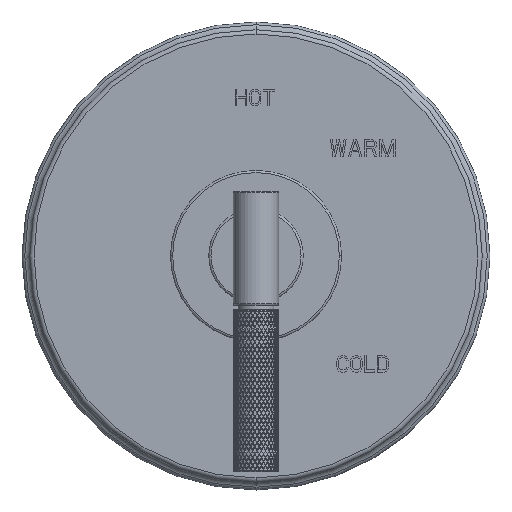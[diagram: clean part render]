
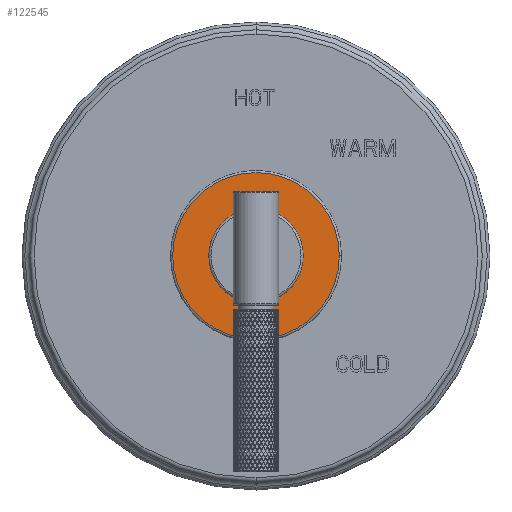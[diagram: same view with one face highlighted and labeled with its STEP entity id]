
A CAD part, top view. The second image highlights one B-rep face of the part: STEP entity #122545.
In plain terms, the highlighted planar face has unit normal (0, 0, 1).
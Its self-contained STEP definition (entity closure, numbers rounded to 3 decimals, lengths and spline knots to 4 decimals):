
#3807=CARTESIAN_POINT('',(0.,0.,0.688));
#3808=DIRECTION('',(0.,0.,1.));
#3809=DIRECTION('',(1.,0.,0.));
#3810=AXIS2_PLACEMENT_3D('',#3807,#3808,#3809);
#3812=CARTESIAN_POINT('',(0.,0.,0.688));
#3813=DIRECTION('',(0.,0.,1.));
#3814=DIRECTION('',(-1.,0.,0.));
#3815=AXIS2_PLACEMENT_3D('',#3812,#3813,#3814);
#3822=CARTESIAN_POINT('',(0.,0.,0.688));
#3823=DIRECTION('',(0.,0.,-1.));
#3824=DIRECTION('',(0.,-1.,0.));
#3825=AXIS2_PLACEMENT_3D('',#3822,#3823,#3824);
#3827=CARTESIAN_POINT('',(0.,0.,0.688));
#3828=DIRECTION('',(0.,0.,-1.));
#3829=DIRECTION('',(0.,1.,0.));
#3830=AXIS2_PLACEMENT_3D('',#3827,#3828,#3829);
#116903=CARTESIAN_POINT('',(1.1575,0.,0.688));
#116904=CARTESIAN_POINT('',(-1.1575,0.,0.688));
#116905=VERTEX_POINT('',#116903);
#116906=VERTEX_POINT('',#116904);
#116911=CARTESIAN_POINT('',(0.,-0.625,0.688));
#116912=CARTESIAN_POINT('',(0.,0.625,0.688));
#116913=VERTEX_POINT('',#116911);
#116914=VERTEX_POINT('',#116912);
#122529=CARTESIAN_POINT('',(0.,0.,0.688));
#122530=DIRECTION('',(0.,0.,-1.));
#122531=DIRECTION('',(1.,0.,0.));
#122532=AXIS2_PLACEMENT_3D('',#122529,#122530,#122531);
#122533=PLANE('',#122532);
#122535=ORIENTED_EDGE('',*,*,#122534,.F.);
#122536=ORIENTED_EDGE('',*,*,#122519,.F.);
#122537=EDGE_LOOP('',(#122535,#122536));
#122538=FACE_OUTER_BOUND('',#122537,.F.);
#122540=ORIENTED_EDGE('',*,*,#122539,.F.);
#122542=ORIENTED_EDGE('',*,*,#122541,.F.);
#122543=EDGE_LOOP('',(#122540,#122542));
#122544=FACE_BOUND('',#122543,.F.);
#122545=ADVANCED_FACE('',(#122538,#122544),#122533,.F.);
#3811=CIRCLE('',#3810,1.1575);
#3816=CIRCLE('',#3815,1.1575);
#3826=CIRCLE('',#3825,0.625);
#3831=CIRCLE('',#3830,0.625);
#122519=EDGE_CURVE('',#116906,#116905,#3816,.T.);
#122534=EDGE_CURVE('',#116905,#116906,#3811,.T.);
#122539=EDGE_CURVE('',#116913,#116914,#3826,.T.);
#122541=EDGE_CURVE('',#116914,#116913,#3831,.T.);
